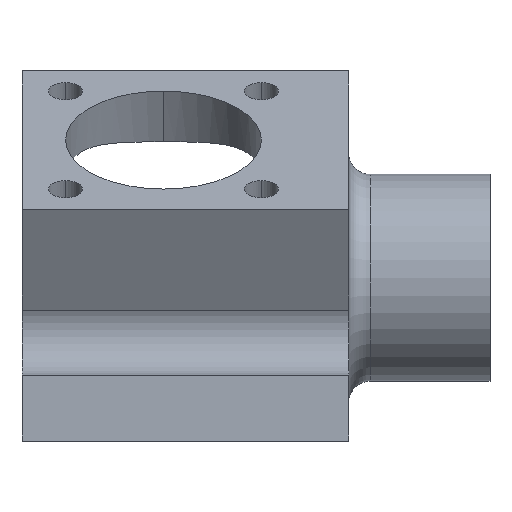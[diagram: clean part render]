
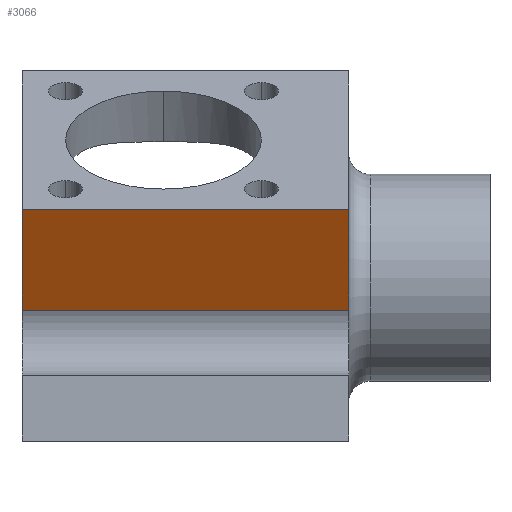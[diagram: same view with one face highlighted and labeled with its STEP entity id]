
A CAD part, left-side view. The second image highlights one B-rep face of the part: STEP entity #3066.
In plain terms, the highlighted planar face has unit normal (-0.862, 0, -0.507).
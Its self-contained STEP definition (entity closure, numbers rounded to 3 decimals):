
#45 = PLANE('',#46);
#46 = AXIS2_PLACEMENT_3D('',#47,#48,#49);
#47 = CARTESIAN_POINT('',(-11.,0.,3.149));
#48 = DIRECTION('',(0.5,0.,-0.866));
#49 = DIRECTION('',(0.,-1.,0.));
#634 = PLANE('',#635);
#635 = AXIS2_PLACEMENT_3D('',#636,#637,#638);
#636 = CARTESIAN_POINT('',(4.825,7.5,-0.314));
#637 = DIRECTION('',(0.,1.,0.));
#638 = DIRECTION('',(1.,0.,0.));
#685 = PLANE('',#686);
#686 = AXIS2_PLACEMENT_3D('',#687,#688,#689);
#687 = CARTESIAN_POINT('',(4.825,-7.5,-0.314));
#688 = DIRECTION('',(0.,1.,0.));
#689 = DIRECTION('',(1.,0.,0.));
#1565 = VERTEX_POINT('',#1566);
#1566 = CARTESIAN_POINT('',(-8.276,7.5,-1.487));
#1585 = CYLINDRICAL_SURFACE('',#1586,2.);
#1586 = AXIS2_PLACEMENT_3D('',#1587,#1588,#1589);
#1587 = CARTESIAN_POINT('',(-10.,0.,-2.5));
#1588 = DIRECTION('',(0.,1.,0.));
#1589 = DIRECTION('',(0.,0.,1.));
#1597 = EDGE_CURVE('',#1565,#1598,#1600,.T.);
#1598 = VERTEX_POINT('',#1599);
#1599 = CARTESIAN_POINT('',(-11.,7.5,3.149));
#1600 = SURFACE_CURVE('',#1601,(#1605,#1612),.PCURVE_S1.);
#1601 = LINE('',#1602,#1603);
#1602 = CARTESIAN_POINT('',(-11.,7.5,3.149));
#1603 = VECTOR('',#1604,1.);
#1604 = DIRECTION('',(-0.507,0.,0.862));
#1605 = PCURVE('',#634,#1606);
#1606 = DEFINITIONAL_REPRESENTATION('',(#1607),#1611);
#1607 = LINE('',#1608,#1609);
#1608 = CARTESIAN_POINT('',(-15.825,-3.463));
#1609 = VECTOR('',#1610,1.);
#1610 = DIRECTION('',(-0.507,-0.862));
#1611 = ( GEOMETRIC_REPRESENTATION_CONTEXT(2) 
PARAMETRIC_REPRESENTATION_CONTEXT() REPRESENTATION_CONTEXT('2D SPACE',''
  ) );
#1612 = PCURVE('',#1613,#1618);
#1613 = PLANE('',#1614);
#1614 = AXIS2_PLACEMENT_3D('',#1615,#1616,#1617);
#1615 = CARTESIAN_POINT('',(-8.276,0.,-1.487));
#1616 = DIRECTION('',(0.862,0.,0.507));
#1617 = DIRECTION('',(0.,-1.,0.));
#1618 = DEFINITIONAL_REPRESENTATION('',(#1619),#1623);
#1619 = LINE('',#1620,#1621);
#1620 = CARTESIAN_POINT('',(-7.5,-5.377));
#1621 = VECTOR('',#1622,1.);
#1622 = DIRECTION('',(0.,-1.));
#1623 = ( GEOMETRIC_REPRESENTATION_CONTEXT(2) 
PARAMETRIC_REPRESENTATION_CONTEXT() REPRESENTATION_CONTEXT('2D SPACE',''
  ) );
#2456 = VERTEX_POINT('',#2457);
#2457 = CARTESIAN_POINT('',(-11.,-7.5,3.149));
#2478 = EDGE_CURVE('',#2456,#2479,#2481,.T.);
#2479 = VERTEX_POINT('',#2480);
#2480 = CARTESIAN_POINT('',(-8.276,-7.5,-1.487));
#2481 = SURFACE_CURVE('',#2482,(#2486,#2493),.PCURVE_S1.);
#2482 = LINE('',#2483,#2484);
#2483 = CARTESIAN_POINT('',(-11.,-7.5,3.149));
#2484 = VECTOR('',#2485,1.);
#2485 = DIRECTION('',(0.507,0.,-0.862));
#2486 = PCURVE('',#685,#2487);
#2487 = DEFINITIONAL_REPRESENTATION('',(#2488),#2492);
#2488 = LINE('',#2489,#2490);
#2489 = CARTESIAN_POINT('',(-15.825,-3.463));
#2490 = VECTOR('',#2491,1.);
#2491 = DIRECTION('',(0.507,0.862));
#2492 = ( GEOMETRIC_REPRESENTATION_CONTEXT(2) 
PARAMETRIC_REPRESENTATION_CONTEXT() REPRESENTATION_CONTEXT('2D SPACE',''
  ) );
#2493 = PCURVE('',#1613,#2494);
#2494 = DEFINITIONAL_REPRESENTATION('',(#2495),#2499);
#2495 = LINE('',#2496,#2497);
#2496 = CARTESIAN_POINT('',(7.5,-5.377));
#2497 = VECTOR('',#2498,1.);
#2498 = DIRECTION('',(0.,1.));
#2499 = ( GEOMETRIC_REPRESENTATION_CONTEXT(2) 
PARAMETRIC_REPRESENTATION_CONTEXT() REPRESENTATION_CONTEXT('2D SPACE',''
  ) );
#3043 = EDGE_CURVE('',#2479,#1565,#3044,.T.);
#3044 = SURFACE_CURVE('',#3045,(#3049,#3056),.PCURVE_S1.);
#3045 = LINE('',#3046,#3047);
#3046 = CARTESIAN_POINT('',(-8.276,0.,-1.487));
#3047 = VECTOR('',#3048,1.);
#3048 = DIRECTION('',(0.,1.,0.));
#3049 = PCURVE('',#1585,#3050);
#3050 = DEFINITIONAL_REPRESENTATION('',(#3051),#3055);
#3051 = LINE('',#3052,#3053);
#3052 = CARTESIAN_POINT('',(1.039,0.));
#3053 = VECTOR('',#3054,1.);
#3054 = DIRECTION('',(0.,1.));
#3055 = ( GEOMETRIC_REPRESENTATION_CONTEXT(2) 
PARAMETRIC_REPRESENTATION_CONTEXT() REPRESENTATION_CONTEXT('2D SPACE',''
  ) );
#3056 = PCURVE('',#1613,#3057);
#3057 = DEFINITIONAL_REPRESENTATION('',(#3058),#3062);
#3058 = LINE('',#3059,#3060);
#3059 = CARTESIAN_POINT('',(0.,0.));
#3060 = VECTOR('',#3061,1.);
#3061 = DIRECTION('',(-1.,0.));
#3062 = ( GEOMETRIC_REPRESENTATION_CONTEXT(2) 
PARAMETRIC_REPRESENTATION_CONTEXT() REPRESENTATION_CONTEXT('2D SPACE',''
  ) );
#3066 = ADVANCED_FACE('',(#3067),#1613,.F.);
#3067 = FACE_BOUND('',#3068,.T.);
#3068 = EDGE_LOOP('',(#3069,#3070,#3071,#3072));
#3069 = ORIENTED_EDGE('',*,*,#1597,.F.);
#3070 = ORIENTED_EDGE('',*,*,#3043,.F.);
#3071 = ORIENTED_EDGE('',*,*,#2478,.F.);
#3072 = ORIENTED_EDGE('',*,*,#3073,.T.);
#3073 = EDGE_CURVE('',#2456,#1598,#3074,.T.);
#3074 = SURFACE_CURVE('',#3075,(#3079,#3086),.PCURVE_S1.);
#3075 = LINE('',#3076,#3077);
#3076 = CARTESIAN_POINT('',(-11.,0.,3.149));
#3077 = VECTOR('',#3078,1.);
#3078 = DIRECTION('',(0.,1.,0.));
#3079 = PCURVE('',#1613,#3080);
#3080 = DEFINITIONAL_REPRESENTATION('',(#3081),#3085);
#3081 = LINE('',#3082,#3083);
#3082 = CARTESIAN_POINT('',(0.,-5.377));
#3083 = VECTOR('',#3084,1.);
#3084 = DIRECTION('',(-1.,0.));
#3085 = ( GEOMETRIC_REPRESENTATION_CONTEXT(2) 
PARAMETRIC_REPRESENTATION_CONTEXT() REPRESENTATION_CONTEXT('2D SPACE',''
  ) );
#3086 = PCURVE('',#45,#3087);
#3087 = DEFINITIONAL_REPRESENTATION('',(#3088),#3092);
#3088 = LINE('',#3089,#3090);
#3089 = CARTESIAN_POINT('',(0.,-0.));
#3090 = VECTOR('',#3091,1.);
#3091 = DIRECTION('',(-1.,-0.));
#3092 = ( GEOMETRIC_REPRESENTATION_CONTEXT(2) 
PARAMETRIC_REPRESENTATION_CONTEXT() REPRESENTATION_CONTEXT('2D SPACE',''
  ) );
